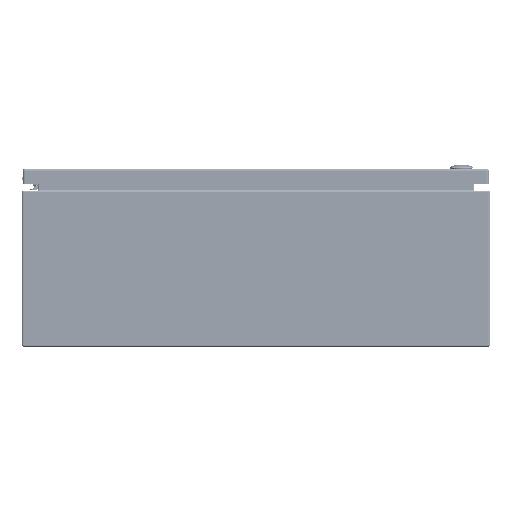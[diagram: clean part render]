
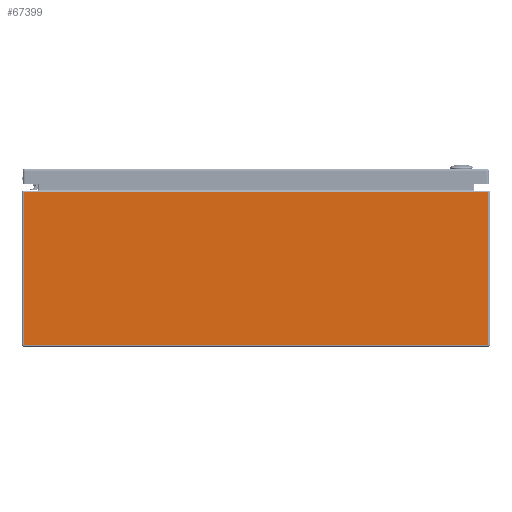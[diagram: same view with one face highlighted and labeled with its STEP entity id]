
A CAD part, front view. The second image highlights one B-rep face of the part: STEP entity #67399.
In plain terms, the highlighted planar face has unit normal (0, -1, 0).
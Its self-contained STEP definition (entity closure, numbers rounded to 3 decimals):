
#7571=LINE('',#91879,#11753);
#7577=LINE('',#91897,#11759);
#7582=LINE('',#91914,#11764);
#7583=LINE('',#91920,#11765);
#11753=VECTOR('',#77445,0.394);
#11759=VECTOR('',#77465,0.394);
#11764=VECTOR('',#77482,0.394);
#11765=VECTOR('',#77491,0.394);
#16845=FACE_OUTER_BOUND('',#20876,.T.);
#20876=EDGE_LOOP('',(#44808,#44809,#44810,#44811));
#27218=VERTEX_POINT('',#91870);
#27221=VERTEX_POINT('',#91877);
#27226=VERTEX_POINT('',#91896);
#27231=VERTEX_POINT('',#91910);
#34084=EDGE_CURVE('',#27221,#27218,#7571,.T.);
#34093=EDGE_CURVE('',#27218,#27226,#7577,.T.);
#34102=EDGE_CURVE('',#27226,#27231,#7582,.T.);
#34105=EDGE_CURVE('',#27221,#27231,#7583,.T.);
#44808=ORIENTED_EDGE('',*,*,#34084,.F.);
#44809=ORIENTED_EDGE('',*,*,#34105,.T.);
#44810=ORIENTED_EDGE('',*,*,#34102,.F.);
#44811=ORIENTED_EDGE('',*,*,#34093,.F.);
#65850=PLANE('',#72314);
#67399=ADVANCED_FACE('',(#16845),#65850,.F.);
#72314=AXIS2_PLACEMENT_3D('',#91919,#77489,#77490);
#77445=DIRECTION('',(0.,0.,1.));
#77465=DIRECTION('',(1.,0.,0.));
#77482=DIRECTION('',(0.,0.,-1.));
#77489=DIRECTION('center_axis',(0.,1.,0.));
#77490=DIRECTION('ref_axis',(0.,0.,1.));
#77491=DIRECTION('',(1.,0.,0.));
#91870=CARTESIAN_POINT('',(-11.916,-24.,7.916));
#91877=CARTESIAN_POINT('',(-11.916,-24.,0.084));
#91879=CARTESIAN_POINT('',(-11.916,-24.,7.916));
#91896=CARTESIAN_POINT('',(11.916,-24.,7.916));
#91897=CARTESIAN_POINT('',(-11.078,-24.,7.916));
#91910=CARTESIAN_POINT('',(11.916,-24.,0.084));
#91914=CARTESIAN_POINT('',(11.916,-24.,7.916));
#91919=CARTESIAN_POINT('Origin',(11.078,-24.,7.916));
#91920=CARTESIAN_POINT('',(0.,-24.,0.084));
